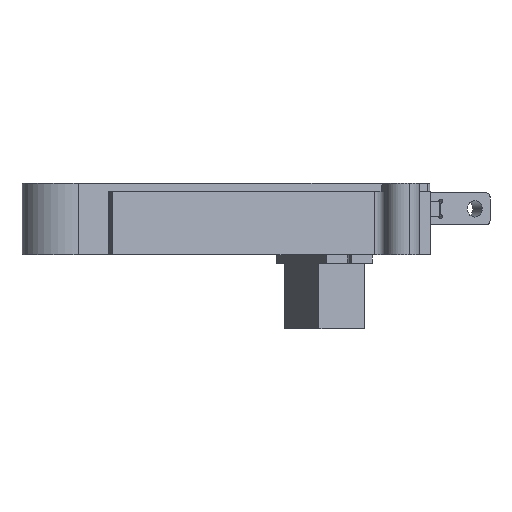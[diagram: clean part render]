
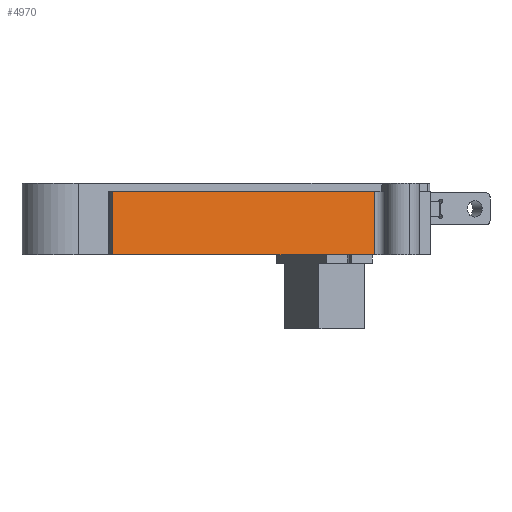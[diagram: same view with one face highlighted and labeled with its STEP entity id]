
A CAD part, left-side view. The second image highlights one B-rep face of the part: STEP entity #4970.
In plain terms, the highlighted face is planar.
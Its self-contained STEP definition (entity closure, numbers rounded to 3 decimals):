
#372 = ORIENTED_EDGE ( 'NONE', *, *, #19627, .F. ) ;
#3462 = LINE ( 'NONE', #7582, #20718 ) ;
#3503 = CARTESIAN_POINT ( 'NONE',  ( -27., 0., 7.75 ) ) ;
#3889 = ORIENTED_EDGE ( 'NONE', *, *, #24775, .T. ) ;
#4970 = ADVANCED_FACE ( 'NONE', ( #24702 ), #18636, .T. ) ;
#5982 = VERTEX_POINT ( 'NONE', #15214 ) ;
#6613 = DIRECTION ( 'NONE',  ( 0., -1., 0. ) ) ;
#7582 = CARTESIAN_POINT ( 'NONE',  ( -27., -4., 7.75 ) ) ;
#8000 = ORIENTED_EDGE ( 'NONE', *, *, #38381, .F. ) ;
#10013 = LINE ( 'NONE', #14988, #26783 ) ;
#10427 = DIRECTION ( 'NONE',  ( 0., 0., 1. ) ) ;
#14988 = CARTESIAN_POINT ( 'NONE',  ( -27., 65., -7.75 ) ) ;
#15086 = VERTEX_POINT ( 'NONE', #38927 ) ;
#15213 = CARTESIAN_POINT ( 'NONE',  ( -27., -4., -7.75 ) ) ;
#15214 = CARTESIAN_POINT ( 'NONE',  ( -27., 65., -7.75 ) ) ;
#18636 = PLANE ( 'NONE',  #31532 ) ;
#19627 = EDGE_CURVE ( 'NONE', #25200, #5982, #30333, .T. ) ;
#20439 = LINE ( 'NONE', #34455, #38250 ) ;
#20456 = DIRECTION ( 'NONE',  ( 0., 1., 0. ) ) ;
#20718 = VECTOR ( 'NONE', #10427, 1000. ) ;
#22127 = VECTOR ( 'NONE', #20456, 1000. ) ;
#22343 = EDGE_LOOP ( 'NONE', ( #8000, #372, #3889, #38575 ) ) ;
#23259 = CARTESIAN_POINT ( 'NONE',  ( -27., 0., -7.75 ) ) ;
#24702 = FACE_OUTER_BOUND ( 'NONE', #22343, .T. ) ;
#24775 = EDGE_CURVE ( 'NONE', #25200, #15086, #3462, .T. ) ;
#25200 = VERTEX_POINT ( 'NONE', #15213 ) ;
#26704 = EDGE_CURVE ( 'NONE', #15086, #34515, #20439, .T. ) ;
#26783 = VECTOR ( 'NONE', #30539, 1000. ) ;
#29163 = CARTESIAN_POINT ( 'NONE',  ( -27., 65., 7.75 ) ) ;
#30333 = LINE ( 'NONE', #23259, #22127 ) ;
#30539 = DIRECTION ( 'NONE',  ( 0., 0., 1. ) ) ;
#31246 = DIRECTION ( 'NONE',  ( -1., 0., 0. ) ) ;
#31532 = AXIS2_PLACEMENT_3D ( 'NONE', #3503, #31246, #6613 ) ;
#34455 = CARTESIAN_POINT ( 'NONE',  ( -27., 0., 7.75 ) ) ;
#34515 = VERTEX_POINT ( 'NONE', #29163 ) ;
#37160 = DIRECTION ( 'NONE',  ( 0., 1., 0. ) ) ;
#38250 = VECTOR ( 'NONE', #37160, 1000. ) ;
#38381 = EDGE_CURVE ( 'NONE', #5982, #34515, #10013, .T. ) ;
#38575 = ORIENTED_EDGE ( 'NONE', *, *, #26704, .T. ) ;
#38927 = CARTESIAN_POINT ( 'NONE',  ( -27., -4., 7.75 ) ) ;
